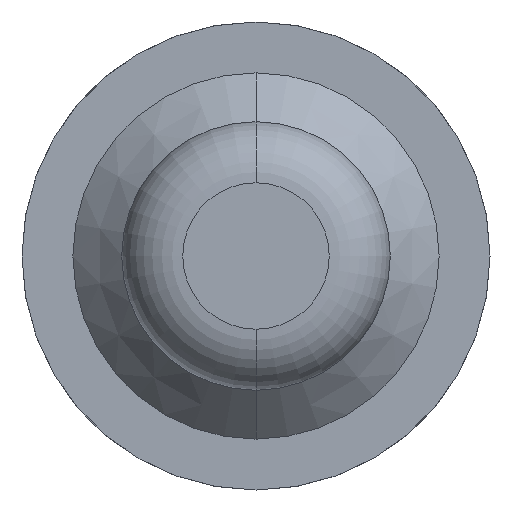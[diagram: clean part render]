
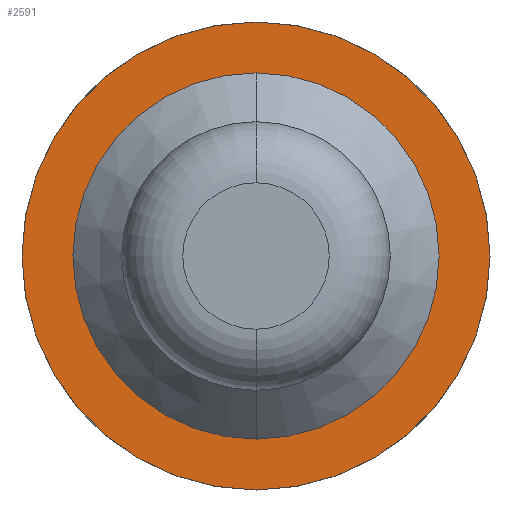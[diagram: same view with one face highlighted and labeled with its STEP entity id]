
A CAD part, front view. The second image highlights one B-rep face of the part: STEP entity #2591.
In plain terms, the highlighted planar face has unit normal (0, -1, 0).
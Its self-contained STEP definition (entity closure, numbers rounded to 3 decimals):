
#71 = ORIENTED_EDGE ( 'NONE', *, *, #1455, .T. ) ;
#126 = CARTESIAN_POINT ( 'NONE',  ( 0., -1.7, -0.575 ) ) ;
#258 = DIRECTION ( 'NONE',  ( 0., 0., -1. ) ) ;
#308 = DIRECTION ( 'NONE',  ( 0., 0., -1. ) ) ;
#404 = VERTEX_POINT ( 'NONE', #126 ) ;
#581 = AXIS2_PLACEMENT_3D ( 'NONE', #716, #2147, #3662 ) ;
#709 = FACE_BOUND ( 'NONE', #3773, .T. ) ;
#716 = CARTESIAN_POINT ( 'NONE',  ( 0.35, -1.7, 0. ) ) ;
#760 = EDGE_CURVE ( 'Defeature ausgef�hrt2_5+Defeature ausgef�hrt2_6+Defeature ausgef�hrt2_6+Defeature ausgef�hrt2_6', #404, #2448, #3430, .T. ) ;
#800 = CARTESIAN_POINT ( 'NONE',  ( 0., -1.7, 0.35 ) ) ;
#909 = EDGE_CURVE ( 'Defeature ausgef�hrt2_4+Defeature ausgef�hrt2_5+Defeature ausgef�hrt2_5+Defeature ausgef�hrt2_5', #2780, #2280, #2539, .T. ) ;
#1133 = CARTESIAN_POINT ( 'NONE',  ( 0., -1.7, -0.35 ) ) ;
#1173 = AXIS2_PLACEMENT_3D ( 'NONE', #3242, #2666, #308 ) ;
#1376 = ORIENTED_EDGE ( 'NONE', *, *, #909, .F. ) ;
#1455 = EDGE_CURVE ( 'Defeature ausgef�hrt2_5+Defeature ausgef�hrt2_6+Defeature ausgef�hrt2_6+Defeature ausgef�hrt2_6', #2448, #404, #3474, .T. ) ;
#1470 = AXIS2_PLACEMENT_3D ( 'NONE', #1748, #2346, #2674 ) ;
#1477 = EDGE_CURVE ( 'Defeature ausgef�hrt2_4+Defeature ausgef�hrt2_5+Defeature ausgef�hrt2_5+Defeature ausgef�hrt2_5', #2280, #2780, #3202, .T. ) ;
#1498 = EDGE_LOOP ( 'NONE', ( #3684, #71 ) ) ;
#1530 = DIRECTION ( 'NONE',  ( 0., 0., -1. ) ) ;
#1575 = ORIENTED_EDGE ( 'NONE', *, *, #1477, .F. ) ;
#1748 = CARTESIAN_POINT ( 'NONE',  ( 0., -1.7, 0. ) ) ;
#1807 = CARTESIAN_POINT ( 'NONE',  ( 0., -1.7, 0.575 ) ) ;
#2147 = DIRECTION ( 'NONE',  ( 0., -1., 0. ) ) ;
#2280 = VERTEX_POINT ( 'NONE', #800 ) ;
#2346 = DIRECTION ( 'NONE',  ( 0., -1., 0. ) ) ;
#2448 = VERTEX_POINT ( 'NONE', #1807 ) ;
#2539 = CIRCLE ( 'NONE', #2862, 0.35 ) ;
#2591 = ADVANCED_FACE ( 'Defeature ausgef�hrt2_5', ( #3491, #709 ), #3339, .T. ) ;
#2666 = DIRECTION ( 'NONE',  ( 0., -1., 0. ) ) ;
#2674 = DIRECTION ( 'NONE',  ( 0., 0., -1. ) ) ;
#2780 = VERTEX_POINT ( 'NONE', #1133 ) ;
#2862 = AXIS2_PLACEMENT_3D ( 'NONE', #3014, #3299, #1530 ) ;
#3014 = CARTESIAN_POINT ( 'NONE',  ( 0., -1.7, 0. ) ) ;
#3102 = AXIS2_PLACEMENT_3D ( 'NONE', #3501, #3775, #258 ) ;
#3202 = CIRCLE ( 'NONE', #1173, 0.35 ) ;
#3242 = CARTESIAN_POINT ( 'NONE',  ( 0., -1.7, 0. ) ) ;
#3299 = DIRECTION ( 'NONE',  ( 0., -1., 0. ) ) ;
#3339 = PLANE ( 'NONE',  #581 ) ;
#3430 = CIRCLE ( 'NONE', #1470, 0.575 ) ;
#3474 = CIRCLE ( 'NONE', #3102, 0.575 ) ;
#3491 = FACE_OUTER_BOUND ( 'NONE', #1498, .T. ) ;
#3501 = CARTESIAN_POINT ( 'NONE',  ( 0., -1.7, 0. ) ) ;
#3662 = DIRECTION ( 'NONE',  ( 0., 0., -1. ) ) ;
#3684 = ORIENTED_EDGE ( 'NONE', *, *, #760, .T. ) ;
#3773 = EDGE_LOOP ( 'NONE', ( #1376, #1575 ) ) ;
#3775 = DIRECTION ( 'NONE',  ( 0., -1., 0. ) ) ;
